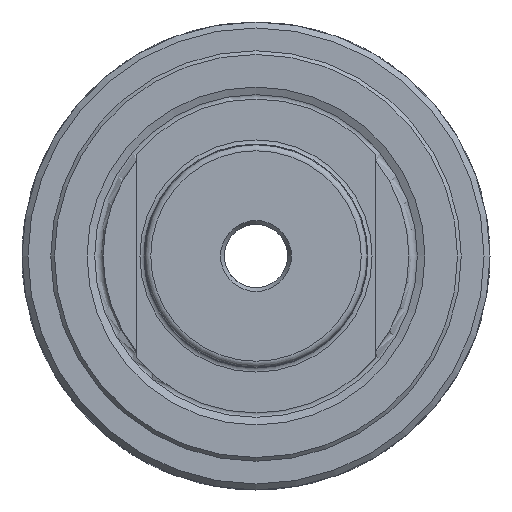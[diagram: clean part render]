
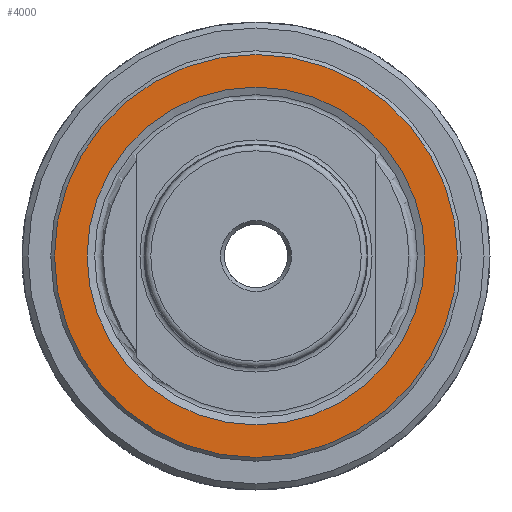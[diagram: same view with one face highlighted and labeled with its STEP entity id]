
A CAD part, left-side view. The second image highlights one B-rep face of the part: STEP entity #4000.
In plain terms, the highlighted planar face has unit normal (-1, 0, 0).
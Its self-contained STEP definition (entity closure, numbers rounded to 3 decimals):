
#5 = VERTEX_POINT ( 'NONE', #4260 ) ;
#300 = CARTESIAN_POINT ( 'NONE',  ( 30., 0., 27. ) ) ;
#309 = AXIS2_PLACEMENT_3D ( 'NONE', #1278, #3599, #1672 ) ;
#476 = FACE_OUTER_BOUND ( 'NONE', #3458, .T. ) ;
#891 = DIRECTION ( 'NONE',  ( -1., 0., 0. ) ) ;
#1025 = PLANE ( 'NONE',  #3139 ) ;
#1041 = CARTESIAN_POINT ( 'NONE',  ( 30., -22.632, 0. ) ) ;
#1278 = CARTESIAN_POINT ( 'NONE',  ( 30., 0., 0. ) ) ;
#1355 = DIRECTION ( 'NONE',  ( 1., 0., 0. ) ) ;
#1499 = VERTEX_POINT ( 'NONE', #300 ) ;
#1670 = DIRECTION ( 'NONE',  ( 0., 0., 1. ) ) ;
#1672 = DIRECTION ( 'NONE',  ( 0., 0., 1. ) ) ;
#1716 = ORIENTED_EDGE ( 'NONE', *, *, #3561, .T. ) ;
#1815 = CIRCLE ( 'NONE', #309, 27. ) ;
#2185 = DIRECTION ( 'NONE',  ( 0., 0., -1. ) ) ;
#2969 = AXIS2_PLACEMENT_3D ( 'NONE', #3666, #891, #1670 ) ;
#3139 = AXIS2_PLACEMENT_3D ( 'NONE', #1041, #1355, #2185 ) ;
#3336 = CIRCLE ( 'NONE', #2969, 22.632 ) ;
#3458 = EDGE_LOOP ( 'NONE', ( #1716 ) ) ;
#3561 = EDGE_CURVE ( 'NONE', #1499, #1499, #1815, .T. ) ;
#3599 = DIRECTION ( 'NONE',  ( -1., 0., 0. ) ) ;
#3622 = ORIENTED_EDGE ( 'NONE', *, *, #3936, .F. ) ;
#3666 = CARTESIAN_POINT ( 'NONE',  ( 30., 0., 0. ) ) ;
#3936 = EDGE_CURVE ( 'NONE', #5, #5, #3336, .T. ) ;
#4000 = ADVANCED_FACE ( 'NONE', ( #4215, #476 ), #1025, .F. ) ;
#4215 = FACE_BOUND ( 'NONE', #4563, .T. ) ;
#4260 = CARTESIAN_POINT ( 'NONE',  ( 30., 0., 22.632 ) ) ;
#4563 = EDGE_LOOP ( 'NONE', ( #3622 ) ) ;
